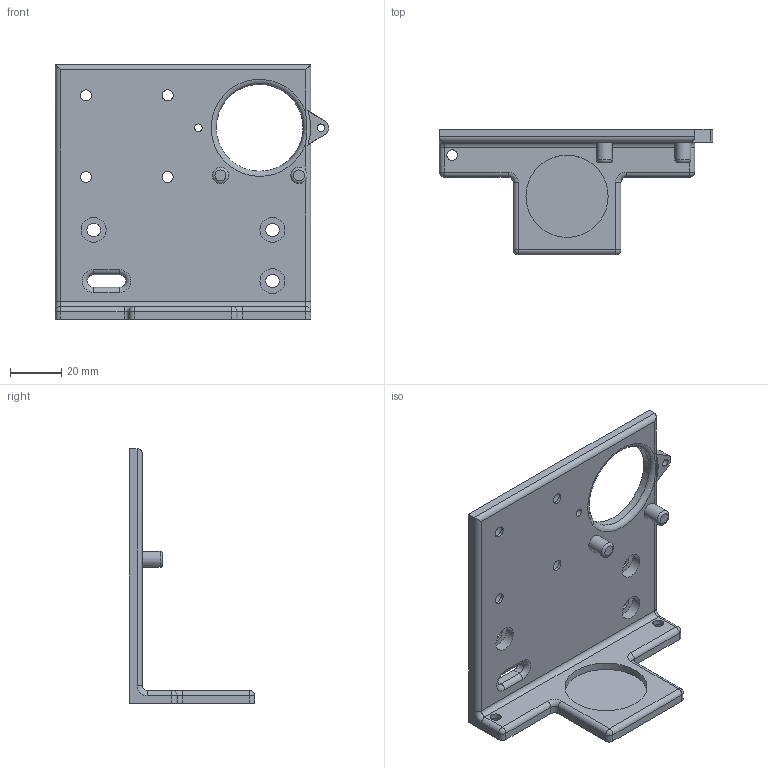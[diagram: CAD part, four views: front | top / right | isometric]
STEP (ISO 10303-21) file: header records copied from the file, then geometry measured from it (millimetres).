
FILE_DESCRIPTION(/* description */ ('STEP AP242','CAx-IF Rec.Pracs.---Representation and Presentation of Product Manufacturing Information (PMI)---4.0---2014-10-13','CAx-IF Rec.Pracs.---3D Tessellated Geometry---0.4---2014-09-14','2;1'),/* implementation_level */ '2;1');
FILE_NAME(/* name */ '6733380654ce8c25418653de',/* time_stamp */ '2024-11-12T11:12:07Z',/* author */ (''),/* organization */ (''),/* preprocessor_version */ 'ST-DEVELOPER v20',/* originating_system */ 'ONSHAPE BY PTC INC, 1.189',/* authorisation */ ' ');
FILE_SCHEMA (('AP242_MANAGED_MODEL_BASED_3D_ENGINEERING_MIM_LF { 1 0 10303 442 1 1 4 }'));
Length unit declared in the file: metre
Products named in the file (1): FRONT_BASE
Bounding box: 107 x 49.03 x 99.74 mm (x, y, z)
Volume: 53803.5 mm3; surface area: 27430.4 mm2
Topology: 1 solids, 1 shells, 101 faces, 244 edges, 151 vertices
Faces by surface type: cylinder 45, plane 43, torus 9, sphere 4
Full cylindrical faces by diameter (mm): 3 x2, 4.2 x2, 4.3 x4, 5.3 x3, 6.3 x2, 8.25 x4, 9.75 x3, 32.2 x1, 34 x1
Entity records: 2825 total; most frequent: DIRECTION 510, CARTESIAN_POINT 468, ORIENTED_EDGE 420, EDGE_CURVE 210, AXIS2_PLACEMENT_3D 201, EDGE_LOOP 162, FACE_BOUND 162, VERTEX_POINT 146
